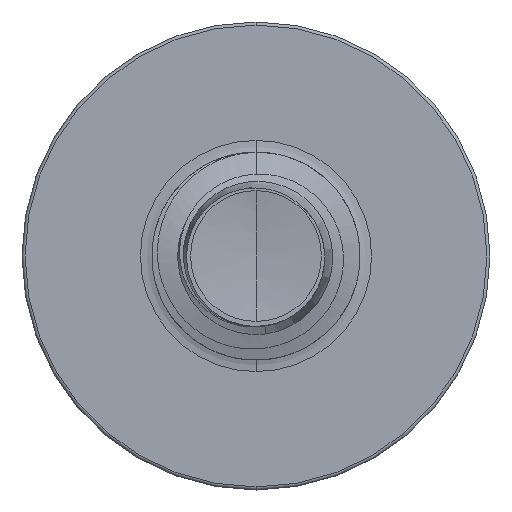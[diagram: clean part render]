
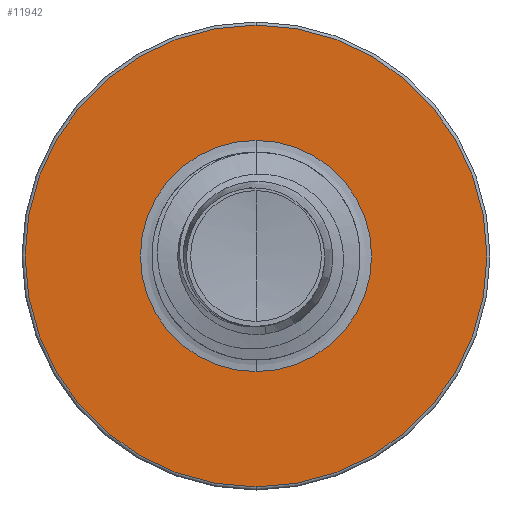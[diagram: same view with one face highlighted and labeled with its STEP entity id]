
A CAD part, front view. The second image highlights one B-rep face of the part: STEP entity #11942.
In plain terms, the highlighted planar face has unit normal (0, -1, 0).
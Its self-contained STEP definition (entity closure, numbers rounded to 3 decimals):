
#138 = DIRECTION ( 'NONE',  ( 0., 0., 1. ) ) ;
#410 = EDGE_LOOP ( 'NONE', ( #2830, #3895 ) ) ;
#599 = EDGE_CURVE ( 'NONE', #6344, #2252, #6256, .T. ) ;
#759 = EDGE_CURVE ( 'NONE', #10451, #10806, #8689, .T. ) ;
#1197 = FACE_OUTER_BOUND ( 'NONE', #410, .T. ) ;
#1339 = ORIENTED_EDGE ( 'NONE', *, *, #599, .T. ) ;
#2055 = DIRECTION ( 'NONE',  ( 0., 0., 1. ) ) ;
#2094 = DIRECTION ( 'NONE',  ( 0., 1., 0. ) ) ;
#2099 = CARTESIAN_POINT ( 'NONE',  ( 0., 3.5, 0. ) ) ;
#2252 = VERTEX_POINT ( 'NONE', #7523 ) ;
#2314 = ORIENTED_EDGE ( 'NONE', *, *, #3258, .T. ) ;
#2693 = CARTESIAN_POINT ( 'NONE',  ( 0., 3.5, 1.112 ) ) ;
#2830 = ORIENTED_EDGE ( 'NONE', *, *, #9666, .F. ) ;
#3154 = DIRECTION ( 'NONE',  ( 0., 0., 1. ) ) ;
#3258 = EDGE_CURVE ( 'NONE', #2252, #6344, #11325, .T. ) ;
#3285 = AXIS2_PLACEMENT_3D ( 'NONE', #2099, #2094, #2055 ) ;
#3895 = ORIENTED_EDGE ( 'NONE', *, *, #759, .F. ) ;
#4391 = CARTESIAN_POINT ( 'NONE',  ( 0., 3.5, -1.112 ) ) ;
#4396 = AXIS2_PLACEMENT_3D ( 'NONE', #12634, #7650, #138 ) ;
#5451 = AXIS2_PLACEMENT_3D ( 'NONE', #12118, #12109, #12107 ) ;
#6256 = CIRCLE ( 'NONE', #12129, 1.112 ) ;
#6344 = VERTEX_POINT ( 'NONE', #2693 ) ;
#6783 = CIRCLE ( 'NONE', #4396, 2.22 ) ;
#7523 = CARTESIAN_POINT ( 'NONE',  ( 0., 3.5, -1.112 ) ) ;
#7650 = DIRECTION ( 'NONE',  ( 0., 1., 0. ) ) ;
#7933 = PLANE ( 'NONE',  #12809 ) ;
#8045 = FACE_BOUND ( 'NONE', #9659, .T. ) ;
#8488 = DIRECTION ( 'NONE',  ( 0., 0., 1. ) ) ;
#8689 = CIRCLE ( 'NONE', #3285, 2.22 ) ;
#8751 = DIRECTION ( 'NONE',  ( 0., 1., 0. ) ) ;
#8831 = CARTESIAN_POINT ( 'NONE',  ( 0., 3.5, 0. ) ) ;
#9659 = EDGE_LOOP ( 'NONE', ( #1339, #2314 ) ) ;
#9666 = EDGE_CURVE ( 'NONE', #10806, #10451, #6783, .T. ) ;
#9761 = DIRECTION ( 'NONE',  ( 0., 1., 0. ) ) ;
#9793 = CARTESIAN_POINT ( 'NONE',  ( 0., 3.5, -2.22 ) ) ;
#10272 = CARTESIAN_POINT ( 'NONE',  ( 0., 3.5, 2.22 ) ) ;
#10451 = VERTEX_POINT ( 'NONE', #9793 ) ;
#10806 = VERTEX_POINT ( 'NONE', #10272 ) ;
#11325 = CIRCLE ( 'NONE', #5451, 1.112 ) ;
#11942 = ADVANCED_FACE ( 'NONE', ( #1197, #8045 ), #7933, .F. ) ;
#12107 = DIRECTION ( 'NONE',  ( 0., 0., 1. ) ) ;
#12109 = DIRECTION ( 'NONE',  ( 0., 1., 0. ) ) ;
#12118 = CARTESIAN_POINT ( 'NONE',  ( 0., 3.5, 0. ) ) ;
#12129 = AXIS2_PLACEMENT_3D ( 'NONE', #8831, #8751, #8488 ) ;
#12634 = CARTESIAN_POINT ( 'NONE',  ( 0., 3.5, 0. ) ) ;
#12809 = AXIS2_PLACEMENT_3D ( 'NONE', #4391, #9761, #3154 ) ;
